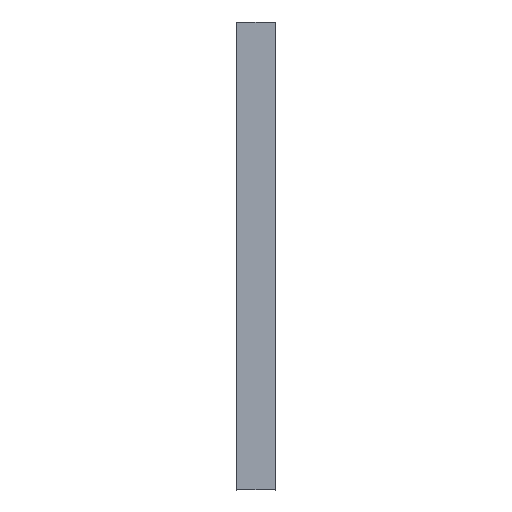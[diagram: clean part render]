
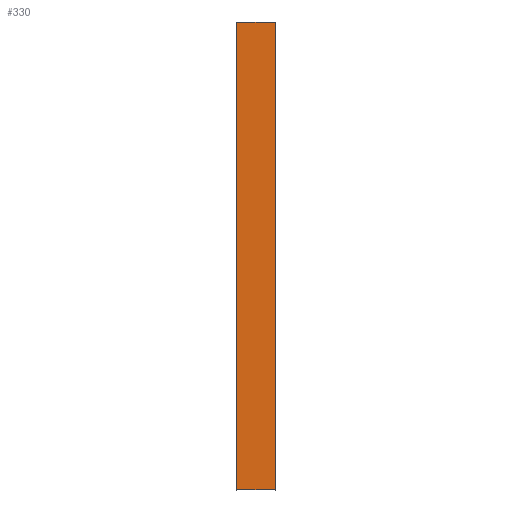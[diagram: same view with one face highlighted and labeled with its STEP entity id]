
A CAD part, top view. The second image highlights one B-rep face of the part: STEP entity #330.
In plain terms, the highlighted planar face has unit normal (0, 0, 1).
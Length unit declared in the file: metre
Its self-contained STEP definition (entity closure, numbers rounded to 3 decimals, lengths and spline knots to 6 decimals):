
#64=ORIENTED_EDGE('',*,*,#137,.T.);
#65=ORIENTED_EDGE('',*,*,#142,.F.);
#66=ORIENTED_EDGE('',*,*,#133,.F.);
#67=ORIENTED_EDGE('',*,*,#143,.T.);
#133=EDGE_CURVE('',#172,#174,#201,.T.);
#137=EDGE_CURVE('',#178,#176,#205,.T.);
#142=EDGE_CURVE('',#174,#176,#210,.T.);
#143=EDGE_CURVE('',#172,#178,#211,.F.);
#172=VERTEX_POINT('',#513);
#174=VERTEX_POINT('',#516);
#176=VERTEX_POINT('',#522);
#178=VERTEX_POINT('',#525);
#201=LINE('',#515,#237);
#205=LINE('',#524,#241);
#210=LINE('',#533,#246);
#211=LINE('',#534,#247);
#237=VECTOR('',#414,1.);
#241=VECTOR('',#420,1.);
#246=VECTOR('',#429,1.);
#247=VECTOR('',#430,1.);
#268=EDGE_LOOP('',(#64,#65,#66,#67));
#290=FACE_BOUND('',#268,.T.);
#312=PLANE('',#365);
#330=ADVANCED_FACE('',(#290),#312,.F.);
#365=AXIS2_PLACEMENT_3D('',#532,#427,#428);
#414=DIRECTION('',(1.,0.,0.));
#420=DIRECTION('',(1.,0.,0.));
#427=DIRECTION('',(0.,0.,-1.));
#428=DIRECTION('',(-1.,0.,0.));
#429=DIRECTION('',(0.,-1.,0.));
#430=DIRECTION('',(0.,1.,0.));
#513=CARTESIAN_POINT('',(0.003,0.,0.025));
#515=CARTESIAN_POINT('',(0.052,0.,0.025));
#516=CARTESIAN_POINT('',(0.247,0.,0.025));
#522=CARTESIAN_POINT('',(0.247,-2.98,0.025));
#524=CARTESIAN_POINT('',(0.052,-2.98,0.025));
#525=CARTESIAN_POINT('',(0.003,-2.98,0.025));
#532=CARTESIAN_POINT('',(0.052,0.,0.025));
#533=CARTESIAN_POINT('',(0.247,0.,0.025));
#534=CARTESIAN_POINT('',(0.003,0.,0.025));
